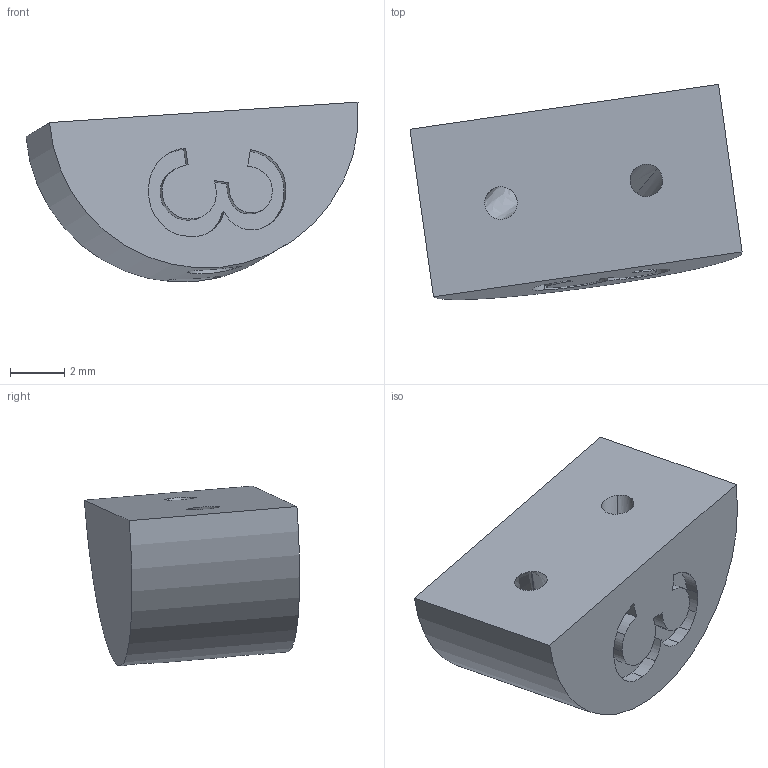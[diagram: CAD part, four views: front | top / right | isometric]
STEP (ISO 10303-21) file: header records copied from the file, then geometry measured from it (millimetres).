
FILE_DESCRIPTION(/* description */ (''),/* implementation_level */ '2;1');
FILE_NAME(/* name */ 'wireBlocker3.step',/* time_stamp */ '2025-04-19T08:14:09+02:00',/* author */ (''),/* organization */ (''),/* preprocessor_version */ 'ST-DEVELOPER v20.1',/* originating_system */ 'Autodesk Translation Framework v14.4.0.0',/* authorisation */ '');
FILE_SCHEMA (('AUTOMOTIVE_DESIGN { 1 0 10303 214 3 1 1 }'));
Length unit declared in the file: millimetre
Products named in the file (1): wireBlocker
Bounding box: 12.21 x 7.92 x 6.61 mm (x, y, z)
Volume: 299.2 mm3; surface area: 352 mm2
Topology: 1 solids, 1 shells, 40 faces, 113 edges, 76 vertices
Faces by surface type: bspline 32, plane 7, cylinder 1
Entity records: 2080 total; most frequent: CARTESIAN_POINT 1216, ORIENTED_EDGE 226, EDGE_CURVE 113, VERTEX_POINT 76, DIRECTION 71, B_SPLINE_CURVE_WITH_KNOTS 64, EDGE_LOOP 45, LINE 45
